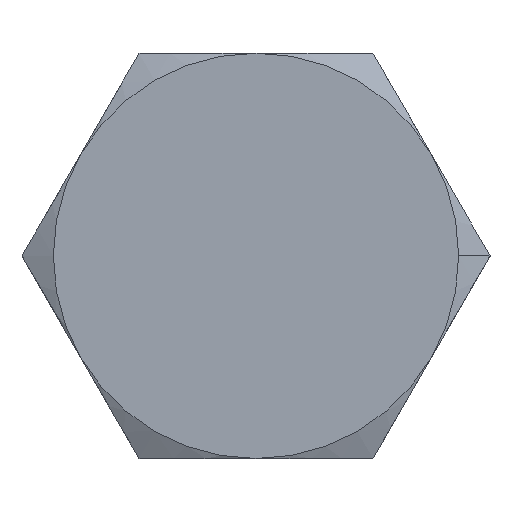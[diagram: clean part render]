
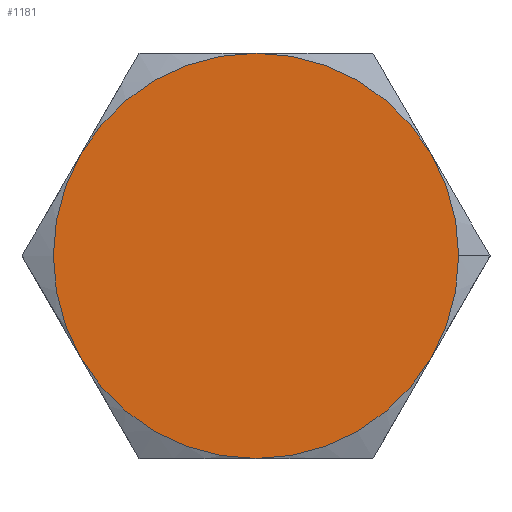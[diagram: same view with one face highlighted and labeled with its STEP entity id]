
A CAD part, top view. The second image highlights one B-rep face of the part: STEP entity #1181.
In plain terms, the highlighted planar face has unit normal (0, 0, 1).
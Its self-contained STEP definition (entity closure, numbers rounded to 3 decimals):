
#421 = VERTEX_POINT('',#422);
#422 = CARTESIAN_POINT('',(0.,-5.,4.));
#437 = CONICAL_SURFACE('',#438,5.,1.134);
#438 = AXIS2_PLACEMENT_3D('',#439,#440,#441);
#439 = CARTESIAN_POINT('',(0.,0.,4.));
#440 = DIRECTION('',(0.,0.,-1.));
#441 = DIRECTION('',(1.,0.,0.));
#515 = CONICAL_SURFACE('',#516,5.,1.134);
#516 = AXIS2_PLACEMENT_3D('',#517,#518,#519);
#517 = CARTESIAN_POINT('',(0.,0.,4.));
#518 = DIRECTION('',(0.,0.,-1.));
#519 = DIRECTION('',(1.,0.,0.));
#539 = VERTEX_POINT('',#540);
#540 = CARTESIAN_POINT('',(4.33,-2.5,4.));
#555 = CONICAL_SURFACE('',#556,5.,1.134);
#556 = AXIS2_PLACEMENT_3D('',#557,#558,#559);
#557 = CARTESIAN_POINT('',(0.,0.,4.));
#558 = DIRECTION('',(0.,0.,-1.));
#559 = DIRECTION('',(1.,0.,0.));
#630 = VERTEX_POINT('',#631);
#631 = CARTESIAN_POINT('',(4.33,2.5,4.));
#646 = CONICAL_SURFACE('',#647,5.,1.134);
#647 = AXIS2_PLACEMENT_3D('',#648,#649,#650);
#648 = CARTESIAN_POINT('',(0.,0.,4.));
#649 = DIRECTION('',(0.,0.,-1.));
#650 = DIRECTION('',(1.,0.,0.));
#702 = CONICAL_SURFACE('',#703,5.,1.134);
#703 = AXIS2_PLACEMENT_3D('',#704,#705,#706);
#704 = CARTESIAN_POINT('',(0.,0.,4.));
#705 = DIRECTION('',(0.,0.,-1.));
#706 = DIRECTION('',(1.,0.,0.));
#726 = VERTEX_POINT('',#727);
#727 = CARTESIAN_POINT('',(0.,5.,4.));
#742 = CONICAL_SURFACE('',#743,5.,1.134);
#743 = AXIS2_PLACEMENT_3D('',#744,#745,#746);
#744 = CARTESIAN_POINT('',(0.,0.,4.));
#745 = DIRECTION('',(0.,0.,-1.));
#746 = DIRECTION('',(1.,0.,0.));
#817 = VERTEX_POINT('',#818);
#818 = CARTESIAN_POINT('',(-4.33,2.5,4.));
#833 = CONICAL_SURFACE('',#834,5.,1.134);
#834 = AXIS2_PLACEMENT_3D('',#835,#836,#837);
#835 = CARTESIAN_POINT('',(0.,0.,4.));
#836 = DIRECTION('',(0.,0.,-1.));
#837 = DIRECTION('',(1.,0.,0.));
#906 = VERTEX_POINT('',#907);
#907 = CARTESIAN_POINT('',(-4.33,-2.5,4.));
#971 = EDGE_CURVE('',#539,#421,#972,.T.);
#972 = SURFACE_CURVE('',#973,(#978,#985),.PCURVE_S1.);
#973 = CIRCLE('',#974,5.);
#974 = AXIS2_PLACEMENT_3D('',#975,#976,#977);
#975 = CARTESIAN_POINT('',(0.,0.,4.));
#976 = DIRECTION('',(0.,0.,-1.));
#977 = DIRECTION('',(1.,0.,0.));
#978 = PCURVE('',#437,#979);
#979 = DEFINITIONAL_REPRESENTATION('',(#980),#984);
#980 = LINE('',#981,#982);
#981 = CARTESIAN_POINT('',(0.,0.));
#982 = VECTOR('',#983,1.);
#983 = DIRECTION('',(1.,0.));
#984 = ( GEOMETRIC_REPRESENTATION_CONTEXT(2) 
PARAMETRIC_REPRESENTATION_CONTEXT() REPRESENTATION_CONTEXT('2D SPACE',''
  ) );
#985 = PCURVE('',#986,#991);
#986 = PLANE('',#987);
#987 = AXIS2_PLACEMENT_3D('',#988,#989,#990);
#988 = CARTESIAN_POINT('',(0.,0.,4.));
#989 = DIRECTION('',(0.,0.,-1.));
#990 = DIRECTION('',(1.,0.,0.));
#991 = DEFINITIONAL_REPRESENTATION('',(#992),#996);
#992 = CIRCLE('',#993,5.);
#993 = AXIS2_PLACEMENT_2D('',#994,#995);
#994 = CARTESIAN_POINT('',(-0.,0.));
#995 = DIRECTION('',(1.,0.));
#996 = ( GEOMETRIC_REPRESENTATION_CONTEXT(2) 
PARAMETRIC_REPRESENTATION_CONTEXT() REPRESENTATION_CONTEXT('2D SPACE',''
  ) );
#1002 = EDGE_CURVE('',#421,#906,#1003,.T.);
#1003 = SURFACE_CURVE('',#1004,(#1009,#1016),.PCURVE_S1.);
#1004 = CIRCLE('',#1005,5.);
#1005 = AXIS2_PLACEMENT_3D('',#1006,#1007,#1008);
#1006 = CARTESIAN_POINT('',(0.,0.,4.));
#1007 = DIRECTION('',(0.,0.,-1.));
#1008 = DIRECTION('',(1.,0.,0.));
#1009 = PCURVE('',#515,#1010);
#1010 = DEFINITIONAL_REPRESENTATION('',(#1011),#1015);
#1011 = LINE('',#1012,#1013);
#1012 = CARTESIAN_POINT('',(0.,0.));
#1013 = VECTOR('',#1014,1.);
#1014 = DIRECTION('',(1.,0.));
#1015 = ( GEOMETRIC_REPRESENTATION_CONTEXT(2) 
PARAMETRIC_REPRESENTATION_CONTEXT() REPRESENTATION_CONTEXT('2D SPACE',''
  ) );
#1016 = PCURVE('',#986,#1017);
#1017 = DEFINITIONAL_REPRESENTATION('',(#1018),#1022);
#1018 = CIRCLE('',#1019,5.);
#1019 = AXIS2_PLACEMENT_2D('',#1020,#1021);
#1020 = CARTESIAN_POINT('',(-0.,0.));
#1021 = DIRECTION('',(1.,0.));
#1022 = ( GEOMETRIC_REPRESENTATION_CONTEXT(2) 
PARAMETRIC_REPRESENTATION_CONTEXT() REPRESENTATION_CONTEXT('2D SPACE',''
  ) );
#1028 = EDGE_CURVE('',#1029,#539,#1031,.T.);
#1029 = VERTEX_POINT('',#1030);
#1030 = CARTESIAN_POINT('',(5.,0.,4.));
#1031 = SURFACE_CURVE('',#1032,(#1037,#1044),.PCURVE_S1.);
#1032 = CIRCLE('',#1033,5.);
#1033 = AXIS2_PLACEMENT_3D('',#1034,#1035,#1036);
#1034 = CARTESIAN_POINT('',(0.,0.,4.));
#1035 = DIRECTION('',(0.,0.,-1.));
#1036 = DIRECTION('',(1.,0.,0.));
#1037 = PCURVE('',#555,#1038);
#1038 = DEFINITIONAL_REPRESENTATION('',(#1039),#1043);
#1039 = LINE('',#1040,#1041);
#1040 = CARTESIAN_POINT('',(0.,0.));
#1041 = VECTOR('',#1042,1.);
#1042 = DIRECTION('',(1.,0.));
#1043 = ( GEOMETRIC_REPRESENTATION_CONTEXT(2) 
PARAMETRIC_REPRESENTATION_CONTEXT() REPRESENTATION_CONTEXT('2D SPACE',''
  ) );
#1044 = PCURVE('',#986,#1045);
#1045 = DEFINITIONAL_REPRESENTATION('',(#1046),#1050);
#1046 = CIRCLE('',#1047,5.);
#1047 = AXIS2_PLACEMENT_2D('',#1048,#1049);
#1048 = CARTESIAN_POINT('',(-0.,0.));
#1049 = DIRECTION('',(1.,0.));
#1050 = ( GEOMETRIC_REPRESENTATION_CONTEXT(2) 
PARAMETRIC_REPRESENTATION_CONTEXT() REPRESENTATION_CONTEXT('2D SPACE',''
  ) );
#1077 = EDGE_CURVE('',#726,#630,#1078,.T.);
#1078 = SURFACE_CURVE('',#1079,(#1084,#1091),.PCURVE_S1.);
#1079 = CIRCLE('',#1080,5.);
#1080 = AXIS2_PLACEMENT_3D('',#1081,#1082,#1083);
#1081 = CARTESIAN_POINT('',(0.,0.,4.));
#1082 = DIRECTION('',(0.,0.,-1.));
#1083 = DIRECTION('',(1.,0.,0.));
#1084 = PCURVE('',#646,#1085);
#1085 = DEFINITIONAL_REPRESENTATION('',(#1086),#1090);
#1086 = LINE('',#1087,#1088);
#1087 = CARTESIAN_POINT('',(0.,0.));
#1088 = VECTOR('',#1089,1.);
#1089 = DIRECTION('',(1.,0.));
#1090 = ( GEOMETRIC_REPRESENTATION_CONTEXT(2) 
PARAMETRIC_REPRESENTATION_CONTEXT() REPRESENTATION_CONTEXT('2D SPACE',''
  ) );
#1091 = PCURVE('',#986,#1092);
#1092 = DEFINITIONAL_REPRESENTATION('',(#1093),#1097);
#1093 = CIRCLE('',#1094,5.);
#1094 = AXIS2_PLACEMENT_2D('',#1095,#1096);
#1095 = CARTESIAN_POINT('',(-0.,0.));
#1096 = DIRECTION('',(1.,0.));
#1097 = ( GEOMETRIC_REPRESENTATION_CONTEXT(2) 
PARAMETRIC_REPRESENTATION_CONTEXT() REPRESENTATION_CONTEXT('2D SPACE',''
  ) );
#1106 = EDGE_CURVE('',#630,#1029,#1107,.T.);
#1107 = SURFACE_CURVE('',#1108,(#1113,#1120),.PCURVE_S1.);
#1108 = CIRCLE('',#1109,5.);
#1109 = AXIS2_PLACEMENT_3D('',#1110,#1111,#1112);
#1110 = CARTESIAN_POINT('',(0.,0.,4.));
#1111 = DIRECTION('',(0.,0.,-1.));
#1112 = DIRECTION('',(1.,0.,0.));
#1113 = PCURVE('',#702,#1114);
#1114 = DEFINITIONAL_REPRESENTATION('',(#1115),#1119);
#1115 = LINE('',#1116,#1117);
#1116 = CARTESIAN_POINT('',(0.,0.));
#1117 = VECTOR('',#1118,1.);
#1118 = DIRECTION('',(1.,0.));
#1119 = ( GEOMETRIC_REPRESENTATION_CONTEXT(2) 
PARAMETRIC_REPRESENTATION_CONTEXT() REPRESENTATION_CONTEXT('2D SPACE',''
  ) );
#1120 = PCURVE('',#986,#1121);
#1121 = DEFINITIONAL_REPRESENTATION('',(#1122),#1126);
#1122 = CIRCLE('',#1123,5.);
#1123 = AXIS2_PLACEMENT_2D('',#1124,#1125);
#1124 = CARTESIAN_POINT('',(-0.,0.));
#1125 = DIRECTION('',(1.,0.));
#1126 = ( GEOMETRIC_REPRESENTATION_CONTEXT(2) 
PARAMETRIC_REPRESENTATION_CONTEXT() REPRESENTATION_CONTEXT('2D SPACE',''
  ) );
#1132 = EDGE_CURVE('',#817,#726,#1133,.T.);
#1133 = SURFACE_CURVE('',#1134,(#1139,#1146),.PCURVE_S1.);
#1134 = CIRCLE('',#1135,5.);
#1135 = AXIS2_PLACEMENT_3D('',#1136,#1137,#1138);
#1136 = CARTESIAN_POINT('',(0.,0.,4.));
#1137 = DIRECTION('',(0.,0.,-1.));
#1138 = DIRECTION('',(1.,0.,0.));
#1139 = PCURVE('',#742,#1140);
#1140 = DEFINITIONAL_REPRESENTATION('',(#1141),#1145);
#1141 = LINE('',#1142,#1143);
#1142 = CARTESIAN_POINT('',(0.,0.));
#1143 = VECTOR('',#1144,1.);
#1144 = DIRECTION('',(1.,0.));
#1145 = ( GEOMETRIC_REPRESENTATION_CONTEXT(2) 
PARAMETRIC_REPRESENTATION_CONTEXT() REPRESENTATION_CONTEXT('2D SPACE',''
  ) );
#1146 = PCURVE('',#986,#1147);
#1147 = DEFINITIONAL_REPRESENTATION('',(#1148),#1152);
#1148 = CIRCLE('',#1149,5.);
#1149 = AXIS2_PLACEMENT_2D('',#1150,#1151);
#1150 = CARTESIAN_POINT('',(-0.,0.));
#1151 = DIRECTION('',(1.,0.));
#1152 = ( GEOMETRIC_REPRESENTATION_CONTEXT(2) 
PARAMETRIC_REPRESENTATION_CONTEXT() REPRESENTATION_CONTEXT('2D SPACE',''
  ) );
#1159 = EDGE_CURVE('',#906,#817,#1160,.T.);
#1160 = SURFACE_CURVE('',#1161,(#1166,#1173),.PCURVE_S1.);
#1161 = CIRCLE('',#1162,5.);
#1162 = AXIS2_PLACEMENT_3D('',#1163,#1164,#1165);
#1163 = CARTESIAN_POINT('',(0.,0.,4.));
#1164 = DIRECTION('',(0.,0.,-1.));
#1165 = DIRECTION('',(1.,0.,0.));
#1166 = PCURVE('',#833,#1167);
#1167 = DEFINITIONAL_REPRESENTATION('',(#1168),#1172);
#1168 = LINE('',#1169,#1170);
#1169 = CARTESIAN_POINT('',(0.,0.));
#1170 = VECTOR('',#1171,1.);
#1171 = DIRECTION('',(1.,0.));
#1172 = ( GEOMETRIC_REPRESENTATION_CONTEXT(2) 
PARAMETRIC_REPRESENTATION_CONTEXT() REPRESENTATION_CONTEXT('2D SPACE',''
  ) );
#1173 = PCURVE('',#986,#1174);
#1174 = DEFINITIONAL_REPRESENTATION('',(#1175),#1179);
#1175 = CIRCLE('',#1176,5.);
#1176 = AXIS2_PLACEMENT_2D('',#1177,#1178);
#1177 = CARTESIAN_POINT('',(-0.,0.));
#1178 = DIRECTION('',(1.,0.));
#1179 = ( GEOMETRIC_REPRESENTATION_CONTEXT(2) 
PARAMETRIC_REPRESENTATION_CONTEXT() REPRESENTATION_CONTEXT('2D SPACE',''
  ) );
#1181 = ADVANCED_FACE('',(#1182),#986,.F.);
#1182 = FACE_BOUND('',#1183,.T.);
#1183 = EDGE_LOOP('',(#1184,#1185,#1186,#1187,#1188,#1189,#1190));
#1184 = ORIENTED_EDGE('',*,*,#1028,.F.);
#1185 = ORIENTED_EDGE('',*,*,#1106,.F.);
#1186 = ORIENTED_EDGE('',*,*,#1077,.F.);
#1187 = ORIENTED_EDGE('',*,*,#1132,.F.);
#1188 = ORIENTED_EDGE('',*,*,#1159,.F.);
#1189 = ORIENTED_EDGE('',*,*,#1002,.F.);
#1190 = ORIENTED_EDGE('',*,*,#971,.F.);
